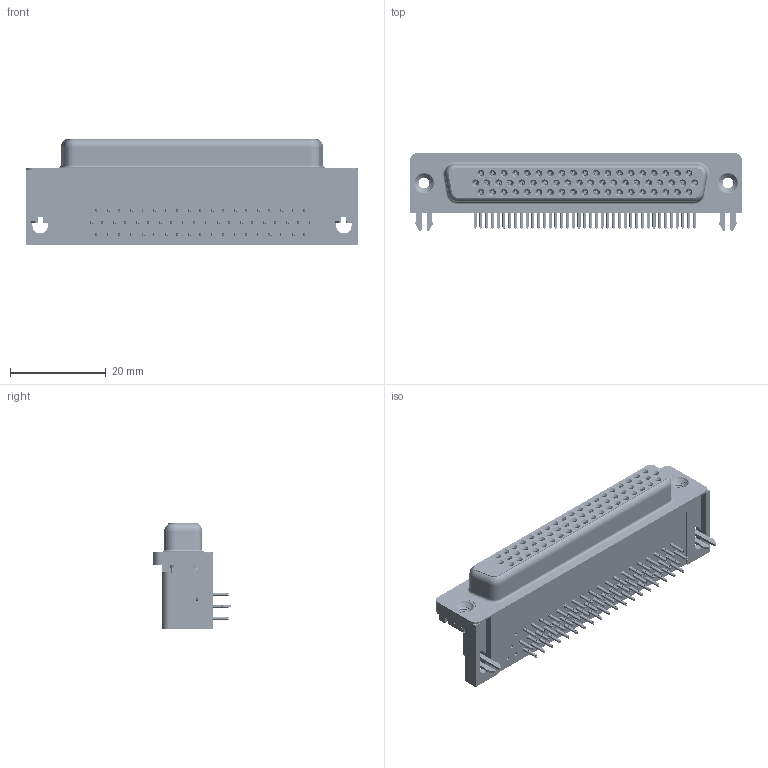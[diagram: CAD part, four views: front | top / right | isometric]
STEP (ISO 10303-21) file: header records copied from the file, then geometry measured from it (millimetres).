
FILE_DESCRIPTION (( 'STEP AP203' ), '1' );
FILE_NAME ('MHHDR-62FNS-A1.STEP', '2025-11-27T20:20:56', ( '' ), ( '' ), 'SwSTEP 2.0', 'SolidWorks 2023', '' );
FILE_SCHEMA (( 'CONFIG_CONTROL_DESIGN' ));
Length unit declared in the file: millimetre
Products named in the file (8): MHHDR Contact Top; MHHDR Shell_62 Socket; MHHDR Contact Bottom; MHHDR Housing_62 Socket; MHHDR-62FNS-A1; MHHDR Contact Middle; MHHDR 2 Prong Board Lock; MHHDR 4-40 Threaded Rivet
Assembly tree (64 placements, depth 2):
  MHHDR-62FNS-A1
    MHHDR Housing_62 Socket
    MHHDR Shell_62 Socket
    MHHDR Contact Bottom  x19
    MHHDR Contact Middle  x20
    MHHDR Contact Top  x19
    MHHDR 2 Prong Board Lock  x2
    MHHDR 4-40 Threaded Rivet  x2
Bounding box: 69.4 x 16.25 x 22 mm (x, y, z)
Volume: 12867.1 mm3; surface area: 17258 mm2
Topology: 68 solids, 68 shells, 8630 faces, 22670 edges, 14230 vertices
Faces by surface type: plane 3911, bspline 2018, cylinder 1947, cone 716, torus 38
Entity records: 53297 total; most frequent: CARTESIAN_POINT 14909, ORIENTED_EDGE 7530, DIRECTION 7085, EDGE_CURVE 3765, LINE 2637, VECTOR 2637, VERTEX_POINT 2412, AXIS2_PLACEMENT_3D 2224
